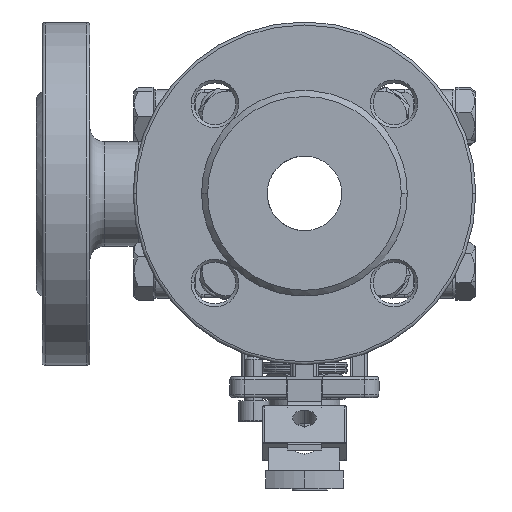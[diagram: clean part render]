
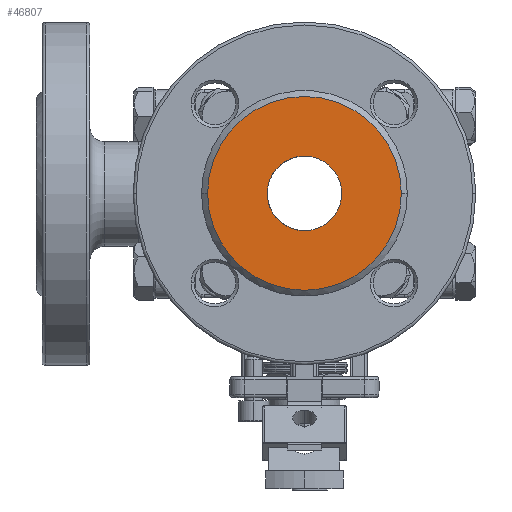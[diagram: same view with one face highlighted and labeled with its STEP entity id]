
A CAD part, front view. The second image highlights one B-rep face of the part: STEP entity #46807.
In plain terms, the highlighted planar face has unit normal (0, -1, 0).
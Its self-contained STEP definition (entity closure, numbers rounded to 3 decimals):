
#1661 = VERTEX_POINT ( 'NONE', #53756 ) ;
#3545 = AXIS2_PLACEMENT_3D ( 'NONE', #44088, #67742, #56875 ) ;
#6125 = EDGE_CURVE ( 'NONE', #12637, #60265, #11954, .T. ) ;
#6703 = EDGE_CURVE ( 'NONE', #60265, #12637, #8129, .T. ) ;
#8129 = CIRCLE ( 'NONE', #37892, 32.5 ) ;
#8457 = AXIS2_PLACEMENT_3D ( 'NONE', #10709, #10336, #39101 ) ;
#9447 = CARTESIAN_POINT ( 'NONE',  ( 18.778, -90.6, 25.825 ) ) ;
#10336 = DIRECTION ( 'NONE',  ( 0., 1., 0. ) ) ;
#10709 = CARTESIAN_POINT ( 'NONE',  ( 51.278, -90.6, 25.825 ) ) ;
#11549 = ORIENTED_EDGE ( 'NONE', *, *, #6703, .F. ) ;
#11954 = CIRCLE ( 'NONE', #57845, 32.5 ) ;
#12637 = VERTEX_POINT ( 'NONE', #9447 ) ;
#14546 = AXIS2_PLACEMENT_3D ( 'NONE', #25204, #25971, #72923 ) ;
#22850 = DIRECTION ( 'NONE',  ( 0., 1., 0. ) ) ;
#23385 = EDGE_LOOP ( 'NONE', ( #62243, #70561 ) ) ;
#25204 = CARTESIAN_POINT ( 'NONE',  ( 51.278, -90.6, 58.325 ) ) ;
#25971 = DIRECTION ( 'NONE',  ( 0., 1., 0. ) ) ;
#28658 = CARTESIAN_POINT ( 'NONE',  ( 63.778, -90.6, 25.825 ) ) ;
#37892 = AXIS2_PLACEMENT_3D ( 'NONE', #61543, #68120, #49513 ) ;
#39101 = DIRECTION ( 'NONE',  ( -1., 0., 0. ) ) ;
#40334 = DIRECTION ( 'NONE',  ( -1., 0., 0. ) ) ;
#43740 = EDGE_CURVE ( 'NONE', #68897, #1661, #50622, .T. ) ;
#44088 = CARTESIAN_POINT ( 'NONE',  ( 51.278, -90.6, 25.825 ) ) ;
#46807 = ADVANCED_FACE ( 'NONE', ( #59109, #72537 ), #66732, .F. ) ;
#47673 = CARTESIAN_POINT ( 'NONE',  ( 51.278, -90.6, 25.825 ) ) ;
#49513 = DIRECTION ( 'NONE',  ( -1., 0., 0. ) ) ;
#50622 = CIRCLE ( 'NONE', #8457, 12.5 ) ;
#53756 = CARTESIAN_POINT ( 'NONE',  ( 38.778, -90.6, 25.825 ) ) ;
#56607 = EDGE_LOOP ( 'NONE', ( #72799, #11549 ) ) ;
#56875 = DIRECTION ( 'NONE',  ( -1., 0., 0. ) ) ;
#57845 = AXIS2_PLACEMENT_3D ( 'NONE', #47673, #22850, #40334 ) ;
#59109 = FACE_BOUND ( 'NONE', #23385, .T. ) ;
#60265 = VERTEX_POINT ( 'NONE', #61824 ) ;
#61543 = CARTESIAN_POINT ( 'NONE',  ( 51.278, -90.6, 25.825 ) ) ;
#61824 = CARTESIAN_POINT ( 'NONE',  ( 83.778, -90.6, 25.825 ) ) ;
#62243 = ORIENTED_EDGE ( 'NONE', *, *, #43740, .T. ) ;
#66732 = PLANE ( 'NONE',  #14546 ) ;
#67742 = DIRECTION ( 'NONE',  ( 0., 1., 0. ) ) ;
#68120 = DIRECTION ( 'NONE',  ( 0., 1., 0. ) ) ;
#68897 = VERTEX_POINT ( 'NONE', #28658 ) ;
#70371 = EDGE_CURVE ( 'NONE', #1661, #68897, #70462, .T. ) ;
#70462 = CIRCLE ( 'NONE', #3545, 12.5 ) ;
#70561 = ORIENTED_EDGE ( 'NONE', *, *, #70371, .T. ) ;
#72537 = FACE_OUTER_BOUND ( 'NONE', #56607, .T. ) ;
#72799 = ORIENTED_EDGE ( 'NONE', *, *, #6125, .F. ) ;
#72923 = DIRECTION ( 'NONE',  ( 1., 0., 0. ) ) ;
